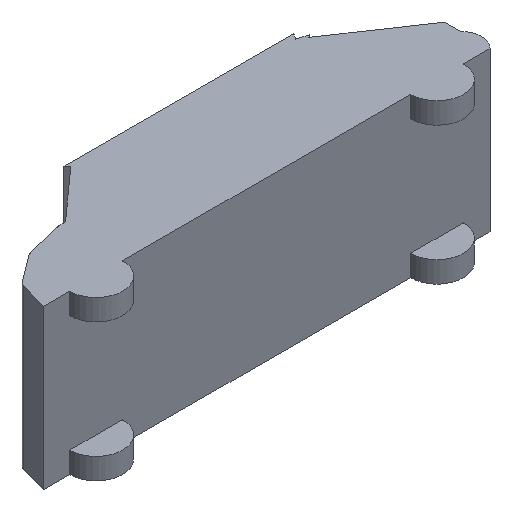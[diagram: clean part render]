
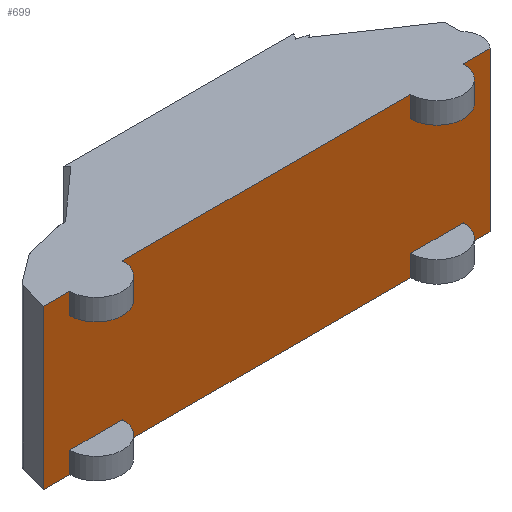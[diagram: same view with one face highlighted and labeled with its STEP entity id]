
A CAD part, isometric view. The second image highlights one B-rep face of the part: STEP entity #699.
In plain terms, the highlighted planar face has unit normal (0, -1, 0).
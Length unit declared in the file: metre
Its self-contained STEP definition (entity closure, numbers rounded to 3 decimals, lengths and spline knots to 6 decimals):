
#28=DIRECTION('',(1.,0.,0.));
#29=VECTOR('',#28,10.);
#30=CARTESIAN_POINT('',(-86.904254,0.,-30.));
#31=LINE('',#30,#29);
#37=DIRECTION('',(1.,0.,0.));
#38=VECTOR('',#37,108.810051);
#39=CARTESIAN_POINT('',(-56.904254,0.,-30.));
#40=LINE('',#39,#38);
#46=DIRECTION('',(1.,0.,0.));
#47=VECTOR('',#46,10.);
#48=CARTESIAN_POINT('',(71.905797,0.,-30.));
#49=LINE('',#48,#47);
#145=DIRECTION('',(0.,0.,1.));
#146=VECTOR('',#145,60.);
#147=CARTESIAN_POINT('',(81.905797,0.,-30.));
#148=LINE('',#147,#146);
#149=DIRECTION('',(0.,0.,1.));
#150=VECTOR('',#149,8.);
#151=CARTESIAN_POINT('',(-56.904254,0.,22.));
#152=LINE('',#151,#150);
#153=DIRECTION('',(0.,0.,1.));
#154=VECTOR('',#153,8.);
#155=CARTESIAN_POINT('',(71.905797,0.,22.));
#156=LINE('',#155,#154);
#157=DIRECTION('',(0.,0.,1.));
#158=VECTOR('',#157,8.);
#159=CARTESIAN_POINT('',(71.905797,0.,-30.));
#160=LINE('',#159,#158);
#161=DIRECTION('',(1.,0.,0.));
#162=VECTOR('',#161,20.);
#163=CARTESIAN_POINT('',(51.905797,0.,-22.));
#164=LINE('',#163,#162);
#165=DIRECTION('',(0.,0.,1.));
#166=VECTOR('',#165,8.);
#167=CARTESIAN_POINT('',(-56.904254,0.,-30.));
#168=LINE('',#167,#166);
#169=DIRECTION('',(1.,0.,0.));
#170=VECTOR('',#169,20.);
#171=CARTESIAN_POINT('',(-76.904254,0.,-22.));
#172=LINE('',#171,#170);
#173=DIRECTION('',(0.,0.,1.));
#174=VECTOR('',#173,60.);
#175=CARTESIAN_POINT('',(-86.904254,0.,-30.));
#176=LINE('',#175,#174);
#177=DIRECTION('',(1.,0.,0.));
#178=VECTOR('',#177,20.);
#179=CARTESIAN_POINT('',(-76.904254,0.,22.));
#180=LINE('',#179,#178);
#181=DIRECTION('',(1.,0.,0.));
#182=VECTOR('',#181,20.);
#183=CARTESIAN_POINT('',(51.905797,0.,22.));
#184=LINE('',#183,#182);
#190=DIRECTION('',(0.,0.,1.));
#191=VECTOR('',#190,8.);
#192=CARTESIAN_POINT('',(-76.904254,0.,-30.));
#193=LINE('',#192,#191);
#199=DIRECTION('',(0.,0.,1.));
#200=VECTOR('',#199,8.);
#201=CARTESIAN_POINT('',(-76.904254,0.,22.));
#202=LINE('',#201,#200);
#208=DIRECTION('',(0.,0.,1.));
#209=VECTOR('',#208,8.);
#210=CARTESIAN_POINT('',(51.905797,0.,-30.));
#211=LINE('',#210,#209);
#217=DIRECTION('',(0.,0.,1.));
#218=VECTOR('',#217,8.);
#219=CARTESIAN_POINT('',(51.905797,0.,22.));
#220=LINE('',#219,#218);
#267=DIRECTION('',(1.,0.,0.));
#268=VECTOR('',#267,10.);
#269=CARTESIAN_POINT('',(71.905797,0.,30.));
#270=LINE('',#269,#268);
#276=DIRECTION('',(1.,0.,0.));
#277=VECTOR('',#276,108.810051);
#278=CARTESIAN_POINT('',(-56.904254,0.,30.));
#279=LINE('',#278,#277);
#285=DIRECTION('',(1.,0.,0.));
#286=VECTOR('',#285,10.);
#287=CARTESIAN_POINT('',(-86.904254,0.,30.));
#288=LINE('',#287,#286);
#331=CARTESIAN_POINT('',(-86.904254,0.,-30.));
#332=CARTESIAN_POINT('',(-76.904254,0.,-30.));
#333=VERTEX_POINT('',#331);
#334=VERTEX_POINT('',#332);
#335=CARTESIAN_POINT('',(-56.904254,0.,-30.));
#336=VERTEX_POINT('',#335);
#337=CARTESIAN_POINT('',(51.905797,0.,-30.));
#338=VERTEX_POINT('',#337);
#339=CARTESIAN_POINT('',(71.905797,0.,-30.));
#340=VERTEX_POINT('',#339);
#341=CARTESIAN_POINT('',(81.905797,0.,-30.));
#342=VERTEX_POINT('',#341);
#359=CARTESIAN_POINT('',(-86.904254,0.,30.));
#360=CARTESIAN_POINT('',(-76.904254,0.,30.));
#361=VERTEX_POINT('',#359);
#362=VERTEX_POINT('',#360);
#363=CARTESIAN_POINT('',(-56.904254,0.,30.));
#364=VERTEX_POINT('',#363);
#365=CARTESIAN_POINT('',(51.905797,0.,30.));
#366=VERTEX_POINT('',#365);
#367=CARTESIAN_POINT('',(71.905797,0.,30.));
#368=VERTEX_POINT('',#367);
#369=CARTESIAN_POINT('',(81.905797,0.,30.));
#370=VERTEX_POINT('',#369);
#387=CARTESIAN_POINT('',(-76.904254,0.,-22.));
#388=CARTESIAN_POINT('',(-56.904254,0.,-22.));
#389=VERTEX_POINT('',#387);
#390=VERTEX_POINT('',#388);
#391=CARTESIAN_POINT('',(-56.904254,0.,22.));
#392=CARTESIAN_POINT('',(-76.904254,0.,22.));
#393=VERTEX_POINT('',#391);
#394=VERTEX_POINT('',#392);
#395=CARTESIAN_POINT('',(51.905797,0.,-22.));
#396=CARTESIAN_POINT('',(71.905797,0.,-22.));
#397=VERTEX_POINT('',#395);
#398=VERTEX_POINT('',#396);
#399=CARTESIAN_POINT('',(71.905797,0.,22.));
#400=CARTESIAN_POINT('',(51.905797,0.,22.));
#401=VERTEX_POINT('',#399);
#402=VERTEX_POINT('',#400);
#656=CARTESIAN_POINT('',(-86.904254,0.,-30.));
#657=DIRECTION('',(0.,-1.,0.));
#658=DIRECTION('',(1.,0.,0.));
#659=AXIS2_PLACEMENT_3D('',#656,#657,#658);
#660=PLANE('',#659);
#662=ORIENTED_EDGE('',*,*,#661,.T.);
#664=ORIENTED_EDGE('',*,*,#663,.T.);
#666=ORIENTED_EDGE('',*,*,#665,.T.);
#668=ORIENTED_EDGE('',*,*,#667,.F.);
#670=ORIENTED_EDGE('',*,*,#669,.T.);
#672=ORIENTED_EDGE('',*,*,#671,.T.);
#674=ORIENTED_EDGE('',*,*,#673,.T.);
#675=ORIENTED_EDGE('',*,*,#648,.F.);
#676=ORIENTED_EDGE('',*,*,#460,.F.);
#678=ORIENTED_EDGE('',*,*,#677,.T.);
#680=ORIENTED_EDGE('',*,*,#679,.F.);
#682=ORIENTED_EDGE('',*,*,#681,.F.);
#683=ORIENTED_EDGE('',*,*,#456,.F.);
#685=ORIENTED_EDGE('',*,*,#684,.T.);
#687=ORIENTED_EDGE('',*,*,#686,.F.);
#689=ORIENTED_EDGE('',*,*,#688,.F.);
#690=ORIENTED_EDGE('',*,*,#452,.F.);
#692=ORIENTED_EDGE('',*,*,#691,.T.);
#694=ORIENTED_EDGE('',*,*,#693,.T.);
#696=ORIENTED_EDGE('',*,*,#695,.F.);
#697=EDGE_LOOP('',(#662,#664,#666,#668,#670,#672,#674,#675,#676,#678,#680,#682,
#683,#685,#687,#689,#690,#692,#694,#696));
#698=FACE_OUTER_BOUND('',#697,.F.);
#699=ADVANCED_FACE('',(#698),#660,.T.);
#452=EDGE_CURVE('',#333,#334,#31,.T.);
#456=EDGE_CURVE('',#336,#338,#40,.T.);
#460=EDGE_CURVE('',#340,#342,#49,.T.);
#648=EDGE_CURVE('',#342,#370,#148,.T.);
#661=EDGE_CURVE('',#394,#393,#180,.T.);
#663=EDGE_CURVE('',#393,#364,#152,.T.);
#665=EDGE_CURVE('',#364,#366,#279,.T.);
#667=EDGE_CURVE('',#402,#366,#220,.T.);
#669=EDGE_CURVE('',#402,#401,#184,.T.);
#671=EDGE_CURVE('',#401,#368,#156,.T.);
#673=EDGE_CURVE('',#368,#370,#270,.T.);
#677=EDGE_CURVE('',#340,#398,#160,.T.);
#679=EDGE_CURVE('',#397,#398,#164,.T.);
#681=EDGE_CURVE('',#338,#397,#211,.T.);
#684=EDGE_CURVE('',#336,#390,#168,.T.);
#686=EDGE_CURVE('',#389,#390,#172,.T.);
#688=EDGE_CURVE('',#334,#389,#193,.T.);
#691=EDGE_CURVE('',#333,#361,#176,.T.);
#693=EDGE_CURVE('',#361,#362,#288,.T.);
#695=EDGE_CURVE('',#394,#362,#202,.T.);
